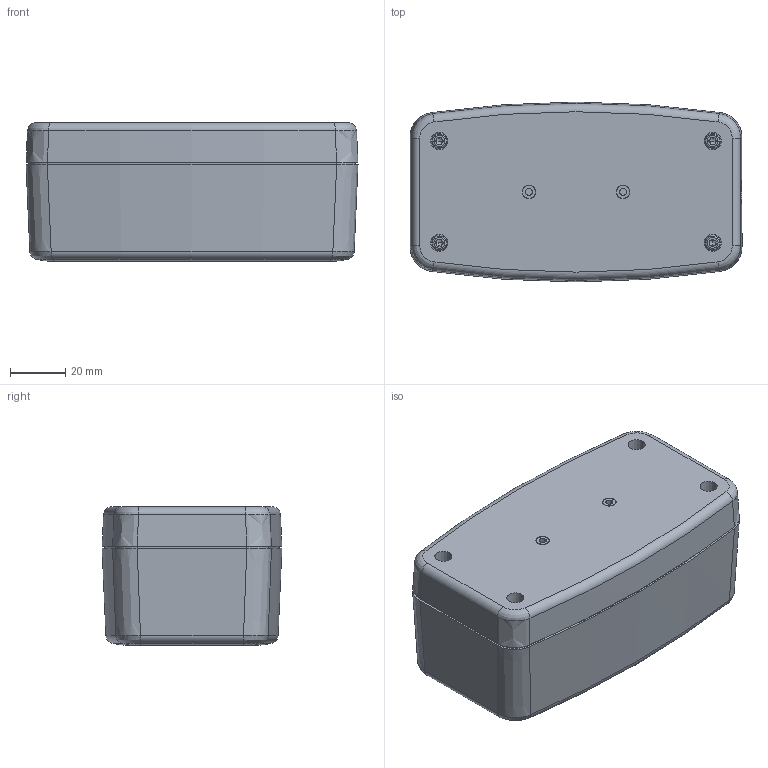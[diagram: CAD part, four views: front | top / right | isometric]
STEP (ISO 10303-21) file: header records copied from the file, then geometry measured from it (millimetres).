
FILE_DESCRIPTION (( 'STEP AP203' ), '1' );
FILE_NAME ('447-820-25.STEP', '2022-06-30T13:53:39', ( '' ), ( '' ), 'SwSTEP 2.0', 'SolidWorks 2018', '' );
FILE_SCHEMA (( 'CONFIG_CONTROL_DESIGN' ));
Length unit declared in the file: millimetre
Products named in the file (5): 063057404; 447-820-25; 063041310; 044780002_044780021; 044782001
Assembly tree (8 placements, depth 2):
  447-820-25
    044780002_044780021
    044782001
    063057404  x4
    063041310  x2
Bounding box: 120 x 65 x 50 mm (x, y, z)
Volume: 91222.2 mm3; surface area: 70539 mm2
Topology: 8 solids, 8 shells, 1020 faces, 2587 edges, 1654 vertices
Faces by surface type: bspline 310, plane 300, cylinder 212, cone 102, torus 94, sphere 2
Entity records: 32286 total; most frequent: CARTESIAN_POINT 13787, ORIENTED_EDGE 3886, DIRECTION 3480, EDGE_CURVE 1943, AXIS2_PLACEMENT_3D 1331, VERTEX_POINT 1238, EDGE_LOOP 871, LINE 818
